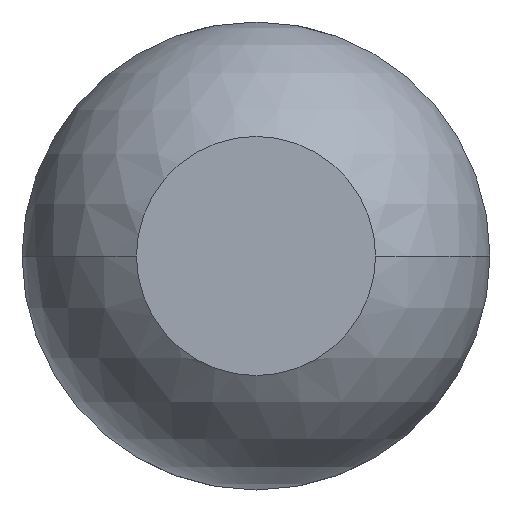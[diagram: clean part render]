
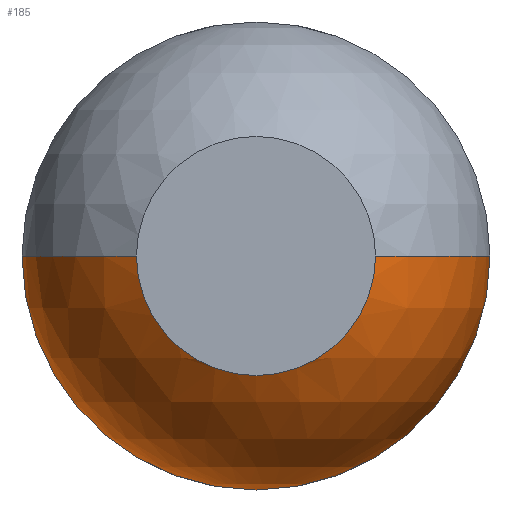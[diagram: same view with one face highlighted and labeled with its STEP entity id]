
A CAD part, front view. The second image highlights one B-rep face of the part: STEP entity #185.
In plain terms, the highlighted spherical face has radius 0.685 mm.
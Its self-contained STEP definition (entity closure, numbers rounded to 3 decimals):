
#31 = DIRECTION ( 'NONE',  ( 1., 0., 0. ) ) ;
#108 = VERTEX_POINT ( 'NONE', #1239 ) ;
#185 = ADVANCED_FACE ( 'Defeature ausgef�hrt1_10', ( #2534 ), #810, .T. ) ;
#250 = DIRECTION ( 'NONE',  ( 0., 0., 1. ) ) ;
#282 = DIRECTION ( 'NONE',  ( 1., 0., 0. ) ) ;
#306 = CIRCLE ( 'NONE', #4035, 0.685 ) ;
#568 = ORIENTED_EDGE ( 'NONE', *, *, #942, .F. ) ;
#642 = CARTESIAN_POINT ( 'NONE',  ( 0., -30., -0.35 ) ) ;
#645 = AXIS2_PLACEMENT_3D ( 'NONE', #3026, #1087, #3298 ) ;
#656 = DIRECTION ( 'NONE',  ( 0., 0., 1. ) ) ;
#674 = CARTESIAN_POINT ( 'NONE',  ( 0., -29.411, 0. ) ) ;
#719 = CARTESIAN_POINT ( 'NONE',  ( 0., -29.411, 0. ) ) ;
#759 = EDGE_CURVE ( 'Defeature ausgef�hrt1_11+Defeature ausgef�hrt1_10+Defeature ausgef�hrt1_10+Defeature ausgef�hrt1_10', #3416, #972, #2129, .T. ) ;
#810 = SPHERICAL_SURFACE ( 'NONE', #1364, 0.685 ) ;
#942 = EDGE_CURVE ( 'NONE', #1825, #2081, #3847, .T. ) ;
#972 = VERTEX_POINT ( 'NONE', #3256 ) ;
#973 = DIRECTION ( 'NONE',  ( 0., 1., 0. ) ) ;
#1087 = DIRECTION ( 'NONE',  ( 0., -1., 0. ) ) ;
#1168 = ORIENTED_EDGE ( 'NONE', *, *, #3921, .F. ) ;
#1239 = CARTESIAN_POINT ( 'NONE',  ( -0.35, -30., 0. ) ) ;
#1289 = DIRECTION ( 'NONE',  ( 0., 0., -1. ) ) ;
#1364 = AXIS2_PLACEMENT_3D ( 'NONE', #3546, #1289, #31 ) ;
#1444 = AXIS2_PLACEMENT_3D ( 'NONE', #3999, #3711, #1761 ) ;
#1633 = EDGE_CURVE ( 'Defeature ausgef�hrt1_12+Defeature ausgef�hrt1_10+Defeature ausgef�hrt1_10+Defeature ausgef�hrt1_10', #108, #2423, #2480, .T. ) ;
#1761 = DIRECTION ( 'NONE',  ( 0., 0., -1. ) ) ;
#1825 = VERTEX_POINT ( 'NONE', #3910 ) ;
#1839 = CARTESIAN_POINT ( 'NONE',  ( 0., -29.411, 0. ) ) ;
#1959 = DIRECTION ( 'NONE',  ( 0., 0., 1. ) ) ;
#2045 = EDGE_CURVE ( 'NONE', #108, #972, #306, .T. ) ;
#2056 = CARTESIAN_POINT ( 'NONE',  ( 0.685, -29.411, 0. ) ) ;
#2081 = VERTEX_POINT ( 'NONE', #2056 ) ;
#2129 = CIRCLE ( 'NONE', #3928, 0.685 ) ;
#2268 = AXIS2_PLACEMENT_3D ( 'NONE', #2604, #656, #282 ) ;
#2423 = VERTEX_POINT ( 'NONE', #642 ) ;
#2480 = CIRCLE ( 'NONE', #1444, 0.35 ) ;
#2534 = FACE_OUTER_BOUND ( 'NONE', #3490, .T. ) ;
#2604 = CARTESIAN_POINT ( 'NONE',  ( 0., -29.411, 0. ) ) ;
#2677 = CIRCLE ( 'NONE', #645, 0.35 ) ;
#2730 = CIRCLE ( 'NONE', #3846, 0.685 ) ;
#2746 = ORIENTED_EDGE ( 'NONE', *, *, #759, .F. ) ;
#2989 = DIRECTION ( 'NONE',  ( 0., 0., -1. ) ) ;
#3026 = CARTESIAN_POINT ( 'NONE',  ( 0., -30., 0. ) ) ;
#3046 = ORIENTED_EDGE ( 'NONE', *, *, #1633, .F. ) ;
#3256 = CARTESIAN_POINT ( 'NONE',  ( -0.685, -29.411, 0. ) ) ;
#3298 = DIRECTION ( 'NONE',  ( 0., 0., -1. ) ) ;
#3416 = VERTEX_POINT ( 'NONE', #3469 ) ;
#3469 = CARTESIAN_POINT ( 'NONE',  ( 0., -29.411, -0.685 ) ) ;
#3490 = EDGE_LOOP ( 'NONE', ( #3046, #3664, #2746, #1168, #568, #3657 ) ) ;
#3546 = CARTESIAN_POINT ( 'NONE',  ( 0., -29.411, 0. ) ) ;
#3638 = DIRECTION ( 'NONE',  ( -1., 0., 0. ) ) ;
#3657 = ORIENTED_EDGE ( 'NONE', *, *, #4074, .F. ) ;
#3664 = ORIENTED_EDGE ( 'NONE', *, *, #2045, .T. ) ;
#3711 = DIRECTION ( 'NONE',  ( 0., -1., 0. ) ) ;
#3846 = AXIS2_PLACEMENT_3D ( 'NONE', #674, #973, #1959 ) ;
#3847 = CIRCLE ( 'NONE', #2268, 0.685 ) ;
#3910 = CARTESIAN_POINT ( 'NONE',  ( 0.35, -30., 0. ) ) ;
#3921 = EDGE_CURVE ( 'Defeature ausgef�hrt1_11+Defeature ausgef�hrt1_10+Defeature ausgef�hrt1_10+Defeature ausgef�hrt1_10', #2081, #3416, #2730, .T. ) ;
#3928 = AXIS2_PLACEMENT_3D ( 'NONE', #1839, #4112, #250 ) ;
#3999 = CARTESIAN_POINT ( 'NONE',  ( 0., -30., 0. ) ) ;
#4035 = AXIS2_PLACEMENT_3D ( 'NONE', #719, #2989, #3638 ) ;
#4074 = EDGE_CURVE ( 'Defeature ausgef�hrt1_12+Defeature ausgef�hrt1_10+Defeature ausgef�hrt1_10+Defeature ausgef�hrt1_10', #2423, #1825, #2677, .T. ) ;
#4112 = DIRECTION ( 'NONE',  ( 0., 1., 0. ) ) ;
